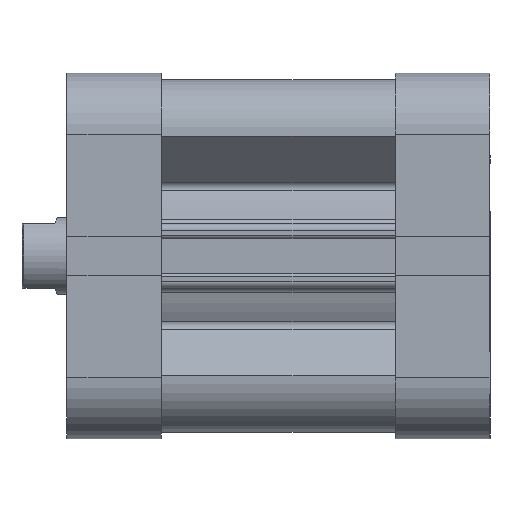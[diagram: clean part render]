
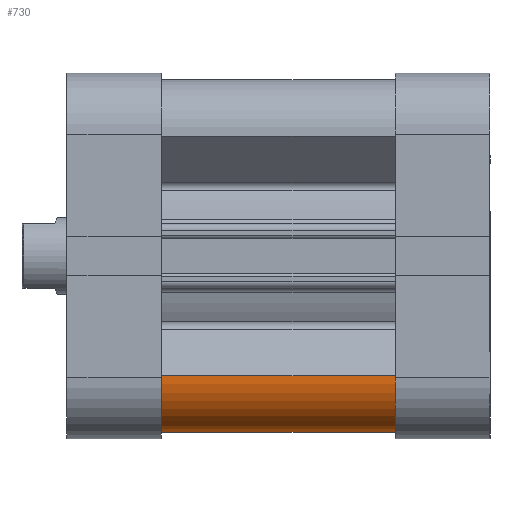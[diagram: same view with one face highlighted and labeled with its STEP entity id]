
A CAD part, front view. The second image highlights one B-rep face of the part: STEP entity #730.
In plain terms, the highlighted cylindrical face has radius 8.5 mm (diameter 17 mm), a partial arc.
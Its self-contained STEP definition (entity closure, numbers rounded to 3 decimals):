
#57 = ORIENTED_EDGE ( 'NONE', *, *, #8904, .T. ) ;
#74 = ORIENTED_EDGE ( 'NONE', *, *, #8914, .F. ) ;
#135 = ORIENTED_EDGE ( 'NONE', *, *, #8913, .T. ) ;
#211 = ORIENTED_EDGE ( 'NONE', *, *, #8915, .F. ) ;
#730 = ADVANCED_FACE ( 'NONE', ( #10176 ), #10179, .T. ) ;
#1023 = VERTEX_POINT ( 'NONE', #2914 ) ;
#1024 = VERTEX_POINT ( 'NONE', #2915 ) ;
#1025 = VERTEX_POINT ( 'NONE', #2916 ) ;
#1026 = VERTEX_POINT ( 'NONE', #2917 ) ;
#2176 = DIRECTION ( 'NONE',  ( -1., 0., 0. ) ) ;
#2177 = DIRECTION ( 'NONE',  ( 0., 0., -1. ) ) ;
#2178 = CARTESIAN_POINT ( 'NONE',  ( -19., -19., 36.5 ) ) ;
#2914 = CARTESIAN_POINT ( 'NONE',  ( -27.5, -19., 36.5 ) ) ;
#2915 = CARTESIAN_POINT ( 'NONE',  ( -18.654, -27.493, 36.5 ) ) ;
#2916 = CARTESIAN_POINT ( 'NONE',  ( -27.5, -19., 0. ) ) ;
#2917 = CARTESIAN_POINT ( 'NONE',  ( -18.654, -27.493, 0. ) ) ;
#4870 = CIRCLE ( 'NONE', #8364, 8.5 ) ;
#4886 = VECTOR ( 'NONE', #6543, 1000. ) ;
#4893 = LINE ( 'NONE', #6547, #4895 ) ;
#4895 = VECTOR ( 'NONE', #6548, 1000. ) ;
#4897 = LINE ( 'NONE', #6536, #4886 ) ;
#4906 = CIRCLE ( 'NONE', #8370, 8.5 ) ;
#6518 = CARTESIAN_POINT ( 'NONE',  ( -19., -19., 0. ) ) ;
#6519 = DIRECTION ( 'NONE',  ( 0., 0., 1. ) ) ;
#6520 = DIRECTION ( 'NONE',  ( -1., 0., 0. ) ) ;
#6536 = CARTESIAN_POINT ( 'NONE',  ( -27.5, -19., 36.5 ) ) ;
#6542 = CARTESIAN_POINT ( 'NONE',  ( -19., -19., 36.5 ) ) ;
#6543 = DIRECTION ( 'NONE',  ( 0., 0., -1. ) ) ;
#6545 = DIRECTION ( 'NONE',  ( 0., 0., 1. ) ) ;
#6546 = DIRECTION ( 'NONE',  ( -1., 0., 0. ) ) ;
#6547 = CARTESIAN_POINT ( 'NONE',  ( -18.654, -27.493, 36.5 ) ) ;
#6548 = DIRECTION ( 'NONE',  ( 0., 0., -1. ) ) ;
#8083 = AXIS2_PLACEMENT_3D ( 'NONE', #2178, #2177, #2176 ) ;
#8364 = AXIS2_PLACEMENT_3D ( 'NONE', #6518, #6519, #6520 ) ;
#8370 = AXIS2_PLACEMENT_3D ( 'NONE', #6542, #6545, #6546 ) ;
#8904 = EDGE_CURVE ( 'NONE', #1025, #1026, #4870, .T. ) ;
#8913 = EDGE_CURVE ( 'NONE', #1023, #1025, #4897, .T. ) ;
#8914 = EDGE_CURVE ( 'NONE', #1023, #1024, #4906, .T. ) ;
#8915 = EDGE_CURVE ( 'NONE', #1024, #1026, #4893, .T. ) ;
#9697 = EDGE_LOOP ( 'NONE', ( #74, #135, #57, #211 ) ) ;
#10176 = FACE_OUTER_BOUND ( 'NONE', #9697, .T. ) ;
#10179 = CYLINDRICAL_SURFACE ( 'NONE', #8083, 8.5 ) ;
